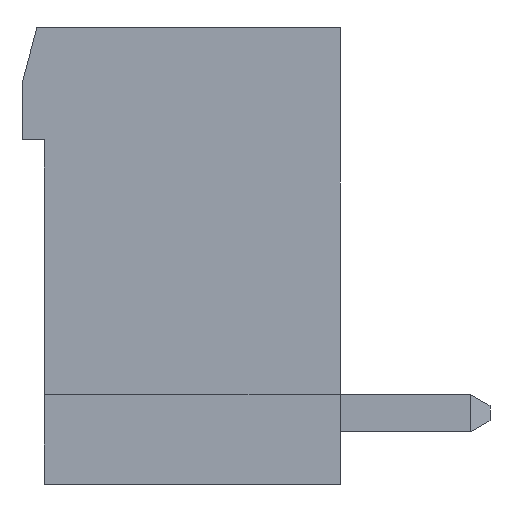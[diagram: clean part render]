
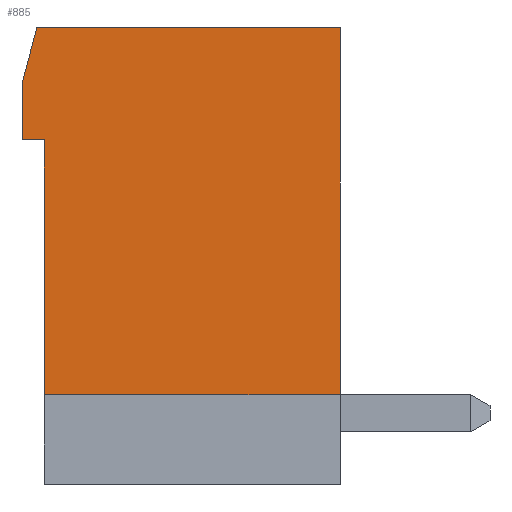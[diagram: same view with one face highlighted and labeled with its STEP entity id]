
A CAD part, front view. The second image highlights one B-rep face of the part: STEP entity #885.
In plain terms, the highlighted planar face has unit normal (0, -1, 0).
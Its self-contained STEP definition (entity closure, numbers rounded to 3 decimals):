
#885 = ADVANCED_FACE( '', ( #1865 ), #1866, .F. );
#1865 = FACE_OUTER_BOUND( '', #2937, .T. );
#1866 = PLANE( '', #2938 );
#2937 = EDGE_LOOP( '', ( #5457, #5458, #5459, #5460, #5461, #5462, #5463 ) );
#2938 = AXIS2_PLACEMENT_3D( '', #5464, #5465, #5466 );
#5457 = ORIENTED_EDGE( '', *, *, #6344, .T. );
#5458 = ORIENTED_EDGE( '', *, *, #6354, .T. );
#5459 = ORIENTED_EDGE( '', *, *, #7334, .T. );
#5460 = ORIENTED_EDGE( '', *, *, #7335, .T. );
#5461 = ORIENTED_EDGE( '', *, *, #6617, .T. );
#5462 = ORIENTED_EDGE( '', *, *, #6999, .T. );
#5463 = ORIENTED_EDGE( '', *, *, #7336, .T. );
#5464 = CARTESIAN_POINT( '', ( 91.4, -44.72, -3. ) );
#5465 = DIRECTION( '', ( 0., 1., 0. ) );
#5466 = DIRECTION( '', ( 0., 0., -1. ) );
#6344 = EDGE_CURVE( '', #7591, #7589, #7592, .T. );
#6354 = EDGE_CURVE( '', #7589, #7609, #7610, .T. );
#6617 = EDGE_CURVE( '', #8054, #8052, #8055, .T. );
#6999 = EDGE_CURVE( '', #8052, #8631, #8633, .T. );
#7334 = EDGE_CURVE( '', #7609, #9065, #9066, .T. );
#7335 = EDGE_CURVE( '', #9065, #8054, #9067, .T. );
#7336 = EDGE_CURVE( '', #8631, #7591, #9068, .T. );
#7589 = VERTEX_POINT( '', #9378 );
#7591 = VERTEX_POINT( '', #9381 );
#7592 = LINE( '', #9382, #9383 );
#7609 = VERTEX_POINT( '', #9408 );
#7610 = LINE( '', #9409, #9410 );
#8052 = VERTEX_POINT( '', #10060 );
#8054 = VERTEX_POINT( '', #10063 );
#8055 = LINE( '', #10064, #10065 );
#8631 = VERTEX_POINT( '', #10929 );
#8633 = LINE( '', #10932, #10933 );
#9065 = VERTEX_POINT( '', #11566 );
#9066 = LINE( '', #11567, #11568 );
#9067 = LINE( '', #11569, #11570 );
#9068 = LINE( '', #11571, #11572 );
#9378 = CARTESIAN_POINT( '', ( 92.1, -44.72, -9.8 ) );
#9381 = CARTESIAN_POINT( '', ( 92.1, -44.72, -3. ) );
#9382 = CARTESIAN_POINT( '', ( 92.1, -44.72, -9.8 ) );
#9383 = VECTOR( '', #11853, 1000. );
#9408 = CARTESIAN_POINT( '', ( 100., -44.72, -9.8 ) );
#9409 = CARTESIAN_POINT( '', ( 100., -44.72, -9.8 ) );
#9410 = VECTOR( '', #11862, 1000. );
#10060 = CARTESIAN_POINT( '', ( 91.5, -44.72, -1.493 ) );
#10063 = CARTESIAN_POINT( '', ( 91.9, -44.72, 0. ) );
#10064 = CARTESIAN_POINT( '', ( 91.5, -44.72, -1.493 ) );
#10065 = VECTOR( '', #12099, 1000. );
#10929 = CARTESIAN_POINT( '', ( 91.5, -44.72, -3. ) );
#10932 = CARTESIAN_POINT( '', ( 91.5, -44.72, -3. ) );
#10933 = VECTOR( '', #12413, 1000. );
#11566 = CARTESIAN_POINT( '', ( 100., -44.72, 0. ) );
#11567 = CARTESIAN_POINT( '', ( 100., -44.72, 0. ) );
#11568 = VECTOR( '', #12687, 1000. );
#11569 = CARTESIAN_POINT( '', ( 91.8, -44.72, 0. ) );
#11570 = VECTOR( '', #12688, 1000. );
#11571 = CARTESIAN_POINT( '', ( 91.9, -44.72, -3. ) );
#11572 = VECTOR( '', #12689, 1000. );
#11853 = DIRECTION( '', ( 0., 0., -1. ) );
#11862 = DIRECTION( '', ( 1., 0., 0. ) );
#12099 = DIRECTION( '', ( -0.259, 0., -0.966 ) );
#12413 = DIRECTION( '', ( 0., 0., -1. ) );
#12687 = DIRECTION( '', ( 0., 0., 1. ) );
#12688 = DIRECTION( '', ( -1., 0., 0. ) );
#12689 = DIRECTION( '', ( 1., 0., 0. ) );
